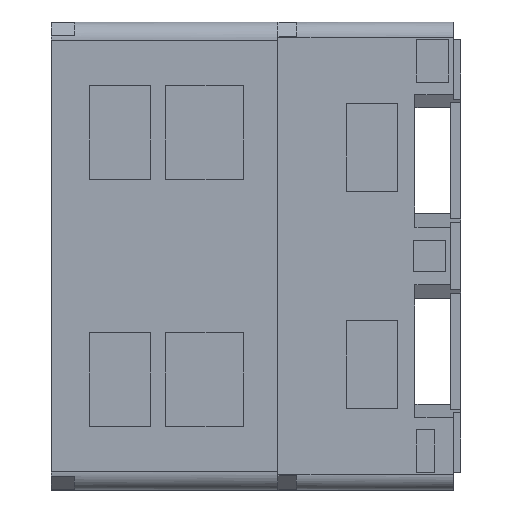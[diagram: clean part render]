
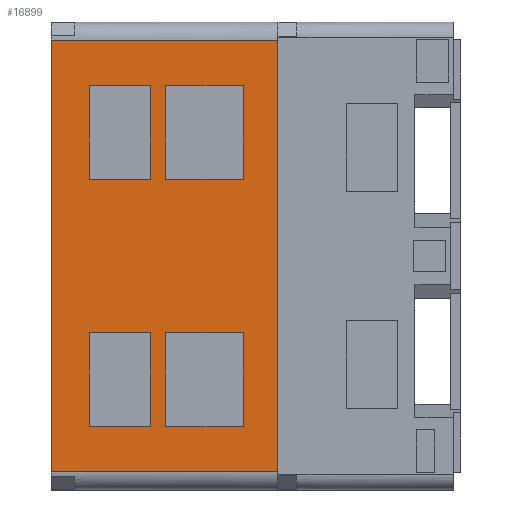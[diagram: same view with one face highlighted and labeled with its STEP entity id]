
A CAD part, left-side view. The second image highlights one B-rep face of the part: STEP entity #16899.
In plain terms, the highlighted face is planar.
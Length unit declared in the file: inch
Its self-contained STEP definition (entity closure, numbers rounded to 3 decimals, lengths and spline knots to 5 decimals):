
#15607=DIRECTION('',(0.,0.,-1.));
#15608=VECTOR('',#15607,41.);
#15609=CARTESIAN_POINT('',(0.,0.,20.5));
#15610=LINE('',#15609,#15608);
#15845=DIRECTION('',(0.,1.,0.));
#15846=VECTOR('',#15845,21.58);
#15847=CARTESIAN_POINT('',(0.,0.,-20.5));
#15848=LINE('',#15847,#15846);
#15912=DIRECTION('',(0.,0.,-1.));
#15913=VECTOR('',#15912,41.);
#15914=CARTESIAN_POINT('',(0.,21.58,20.5));
#15915=LINE('',#15914,#15913);
#15938=DIRECTION('',(0.,1.,0.));
#15939=VECTOR('',#15938,21.58);
#15940=CARTESIAN_POINT('',(0.,0.,20.5));
#15941=LINE('',#15940,#15939);
#15942=DIRECTION('',(0.,1.,0.));
#15943=VECTOR('',#15942,5.813);
#15944=CARTESIAN_POINT('',(0.,12.13,7.282));
#15945=LINE('',#15944,#15943);
#15946=DIRECTION('',(0.,0.,1.));
#15947=VECTOR('',#15946,8.936);
#15948=CARTESIAN_POINT('',(0.,17.943,7.282));
#15949=LINE('',#15948,#15947);
#15950=DIRECTION('',(0.,-1.,0.));
#15951=VECTOR('',#15950,5.813);
#15952=CARTESIAN_POINT('',(0.,17.943,16.218));
#15953=LINE('',#15952,#15951);
#15954=DIRECTION('',(0.,0.,-1.));
#15955=VECTOR('',#15954,8.936);
#15956=CARTESIAN_POINT('',(0.,12.13,16.218));
#15957=LINE('',#15956,#15955);
#15958=DIRECTION('',(0.,0.,-1.));
#15959=VECTOR('',#15958,8.936);
#15960=CARTESIAN_POINT('',(0.,3.28,16.218));
#15961=LINE('',#15960,#15959);
#15962=DIRECTION('',(0.,1.,0.));
#15963=VECTOR('',#15962,7.416);
#15964=CARTESIAN_POINT('',(0.,3.28,7.282));
#15965=LINE('',#15964,#15963);
#15966=DIRECTION('',(0.,0.,1.));
#15967=VECTOR('',#15966,8.936);
#15968=CARTESIAN_POINT('',(0.,10.696,7.282));
#15969=LINE('',#15968,#15967);
#15970=DIRECTION('',(0.,-1.,0.));
#15971=VECTOR('',#15970,7.416);
#15972=CARTESIAN_POINT('',(0.,10.696,16.218));
#15973=LINE('',#15972,#15971);
#15974=DIRECTION('',(0.,0.,-1.));
#15975=VECTOR('',#15974,8.936);
#15976=CARTESIAN_POINT('',(0.,12.13,-7.282));
#15977=LINE('',#15976,#15975);
#15978=DIRECTION('',(0.,1.,0.));
#15979=VECTOR('',#15978,5.813);
#15980=CARTESIAN_POINT('',(0.,12.13,-16.218));
#15981=LINE('',#15980,#15979);
#15982=DIRECTION('',(0.,0.,1.));
#15983=VECTOR('',#15982,8.936);
#15984=CARTESIAN_POINT('',(0.,17.943,-16.218));
#15985=LINE('',#15984,#15983);
#15986=DIRECTION('',(0.,-1.,0.));
#15987=VECTOR('',#15986,5.813);
#15988=CARTESIAN_POINT('',(0.,17.943,-7.282));
#15989=LINE('',#15988,#15987);
#15990=DIRECTION('',(0.,1.,0.));
#15991=VECTOR('',#15990,7.416);
#15992=CARTESIAN_POINT('',(0.,3.28,-16.218));
#15993=LINE('',#15992,#15991);
#15994=DIRECTION('',(0.,0.,1.));
#15995=VECTOR('',#15994,8.936);
#15996=CARTESIAN_POINT('',(0.,10.696,-16.218));
#15997=LINE('',#15996,#15995);
#15998=DIRECTION('',(0.,-1.,0.));
#15999=VECTOR('',#15998,7.416);
#16000=CARTESIAN_POINT('',(0.,10.696,-7.282));
#16001=LINE('',#16000,#15999);
#16002=DIRECTION('',(0.,0.,-1.));
#16003=VECTOR('',#16002,8.936);
#16004=CARTESIAN_POINT('',(0.,3.28,-7.282));
#16005=LINE('',#16004,#16003);
#16146=CARTESIAN_POINT('',(0.,0.,-20.5));
#16148=VERTEX_POINT('',#16146);
#16164=CARTESIAN_POINT('',(0.,0.,20.5));
#16165=VERTEX_POINT('',#16164);
#16182=CARTESIAN_POINT('',(0.,21.58,20.5));
#16183=CARTESIAN_POINT('',(0.,21.58,-20.5));
#16184=VERTEX_POINT('',#16182);
#16185=VERTEX_POINT('',#16183);
#16234=CARTESIAN_POINT('',(0.,12.13,7.282));
#16235=CARTESIAN_POINT('',(0.,17.943,7.282));
#16236=VERTEX_POINT('',#16234);
#16237=VERTEX_POINT('',#16235);
#16238=CARTESIAN_POINT('',(0.,17.943,16.218));
#16239=VERTEX_POINT('',#16238);
#16240=CARTESIAN_POINT('',(0.,12.13,16.218));
#16241=VERTEX_POINT('',#16240);
#16242=CARTESIAN_POINT('',(0.,3.28,16.218));
#16243=CARTESIAN_POINT('',(0.,3.28,7.282));
#16244=VERTEX_POINT('',#16242);
#16245=VERTEX_POINT('',#16243);
#16246=CARTESIAN_POINT('',(0.,10.696,7.282));
#16247=VERTEX_POINT('',#16246);
#16248=CARTESIAN_POINT('',(0.,10.696,16.218));
#16249=VERTEX_POINT('',#16248);
#16250=CARTESIAN_POINT('',(0.,12.13,-7.282));
#16251=CARTESIAN_POINT('',(0.,12.13,-16.218));
#16252=VERTEX_POINT('',#16250);
#16253=VERTEX_POINT('',#16251);
#16254=CARTESIAN_POINT('',(0.,17.943,-16.218));
#16255=VERTEX_POINT('',#16254);
#16256=CARTESIAN_POINT('',(0.,17.943,-7.282));
#16257=VERTEX_POINT('',#16256);
#16258=CARTESIAN_POINT('',(0.,3.28,-16.218));
#16259=CARTESIAN_POINT('',(0.,10.696,-16.218));
#16260=VERTEX_POINT('',#16258);
#16261=VERTEX_POINT('',#16259);
#16262=CARTESIAN_POINT('',(0.,10.696,-7.282));
#16263=VERTEX_POINT('',#16262);
#16264=CARTESIAN_POINT('',(0.,3.28,-7.282));
#16265=VERTEX_POINT('',#16264);
#16848=CARTESIAN_POINT('',(0.,0.,20.5));
#16849=DIRECTION('',(1.,0.,0.));
#16850=DIRECTION('',(0.,0.,-1.));
#16851=AXIS2_PLACEMENT_3D('',#16848,#16849,#16850);
#16852=PLANE('',#16851);
#16853=ORIENTED_EDGE('',*,*,#16373,.F.);
#16854=ORIENTED_EDGE('',*,*,#16838,.T.);
#16855=ORIENTED_EDGE('',*,*,#16809,.T.);
#16856=ORIENTED_EDGE('',*,*,#16742,.F.);
#16857=EDGE_LOOP('',(#16853,#16854,#16855,#16856));
#16858=FACE_OUTER_BOUND('',#16857,.F.);
#16860=ORIENTED_EDGE('',*,*,#16859,.T.);
#16862=ORIENTED_EDGE('',*,*,#16861,.T.);
#16864=ORIENTED_EDGE('',*,*,#16863,.T.);
#16866=ORIENTED_EDGE('',*,*,#16865,.T.);
#16867=EDGE_LOOP('',(#16860,#16862,#16864,#16866));
#16868=FACE_BOUND('',#16867,.F.);
#16870=ORIENTED_EDGE('',*,*,#16869,.T.);
#16872=ORIENTED_EDGE('',*,*,#16871,.T.);
#16874=ORIENTED_EDGE('',*,*,#16873,.T.);
#16876=ORIENTED_EDGE('',*,*,#16875,.T.);
#16877=EDGE_LOOP('',(#16870,#16872,#16874,#16876));
#16878=FACE_BOUND('',#16877,.F.);
#16880=ORIENTED_EDGE('',*,*,#16879,.T.);
#16882=ORIENTED_EDGE('',*,*,#16881,.T.);
#16884=ORIENTED_EDGE('',*,*,#16883,.T.);
#16886=ORIENTED_EDGE('',*,*,#16885,.T.);
#16887=EDGE_LOOP('',(#16880,#16882,#16884,#16886));
#16888=FACE_BOUND('',#16887,.F.);
#16890=ORIENTED_EDGE('',*,*,#16889,.T.);
#16892=ORIENTED_EDGE('',*,*,#16891,.T.);
#16894=ORIENTED_EDGE('',*,*,#16893,.T.);
#16896=ORIENTED_EDGE('',*,*,#16895,.T.);
#16897=EDGE_LOOP('',(#16890,#16892,#16894,#16896));
#16898=FACE_BOUND('',#16897,.F.);
#16899=ADVANCED_FACE('',(#16858,#16868,#16878,#16888,#16898),#16852,.T.);
#16373=EDGE_CURVE('',#16165,#16148,#15610,.T.);
#16742=EDGE_CURVE('',#16148,#16185,#15848,.T.);
#16809=EDGE_CURVE('',#16184,#16185,#15915,.T.);
#16838=EDGE_CURVE('',#16165,#16184,#15941,.T.);
#16859=EDGE_CURVE('',#16236,#16237,#15945,.T.);
#16861=EDGE_CURVE('',#16237,#16239,#15949,.T.);
#16863=EDGE_CURVE('',#16239,#16241,#15953,.T.);
#16865=EDGE_CURVE('',#16241,#16236,#15957,.T.);
#16869=EDGE_CURVE('',#16244,#16245,#15961,.T.);
#16871=EDGE_CURVE('',#16245,#16247,#15965,.T.);
#16873=EDGE_CURVE('',#16247,#16249,#15969,.T.);
#16875=EDGE_CURVE('',#16249,#16244,#15973,.T.);
#16879=EDGE_CURVE('',#16252,#16253,#15977,.T.);
#16881=EDGE_CURVE('',#16253,#16255,#15981,.T.);
#16883=EDGE_CURVE('',#16255,#16257,#15985,.T.);
#16885=EDGE_CURVE('',#16257,#16252,#15989,.T.);
#16889=EDGE_CURVE('',#16260,#16261,#15993,.T.);
#16891=EDGE_CURVE('',#16261,#16263,#15997,.T.);
#16893=EDGE_CURVE('',#16263,#16265,#16001,.T.);
#16895=EDGE_CURVE('',#16265,#16260,#16005,.T.);
